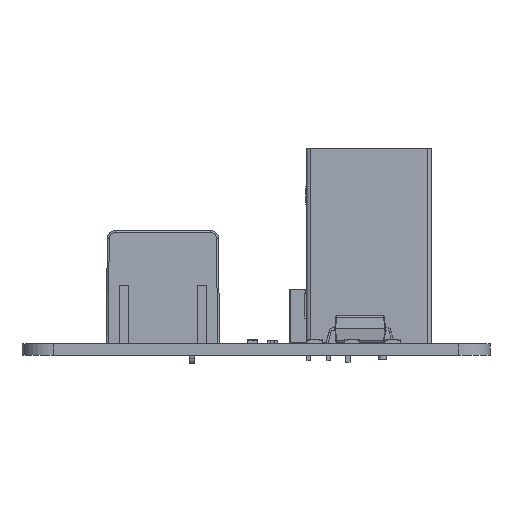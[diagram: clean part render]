
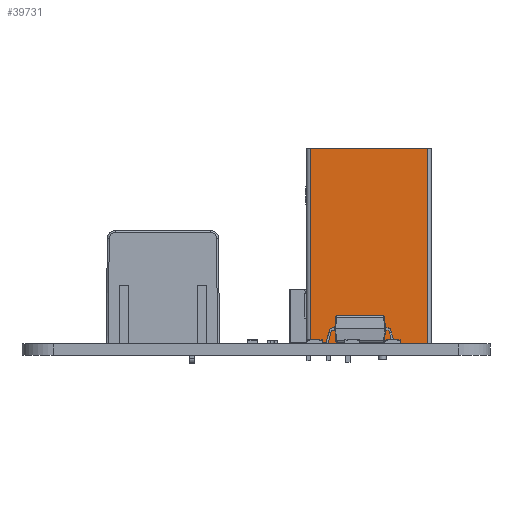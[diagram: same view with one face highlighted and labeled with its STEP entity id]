
A CAD part, front view. The second image highlights one B-rep face of the part: STEP entity #39731.
In plain terms, the highlighted planar face has unit normal (0, -1, 0).
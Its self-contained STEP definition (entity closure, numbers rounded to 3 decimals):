
#4522=FACE_OUTER_BOUND('',#6810,.T.);
#6810=EDGE_LOOP('',(#33003,#33004,#33005,#33006));
#10404=LINE('',#69961,#14258);
#10405=LINE('',#69964,#14259);
#10406=LINE('',#69966,#14260);
#10407=LINE('',#69967,#14261);
#14258=VECTOR('',#49599,10.);
#14259=VECTOR('',#49602,10.);
#14260=VECTOR('',#49603,10.);
#14261=VECTOR('',#49604,10.);
#17874=VERTEX_POINT('',#69957);
#17875=VERTEX_POINT('',#69959);
#17876=VERTEX_POINT('',#69963);
#17877=VERTEX_POINT('',#69965);
#22996=EDGE_CURVE('',#17874,#17875,#10404,.T.);
#22997=EDGE_CURVE('',#17876,#17874,#10405,.T.);
#22998=EDGE_CURVE('',#17877,#17875,#10406,.T.);
#22999=EDGE_CURVE('',#17876,#17877,#10407,.T.);
#33003=ORIENTED_EDGE('',*,*,#22997,.T.);
#33004=ORIENTED_EDGE('',*,*,#22996,.T.);
#33005=ORIENTED_EDGE('',*,*,#22998,.F.);
#33006=ORIENTED_EDGE('',*,*,#22999,.F.);
#36092=PLANE('',#42096);
#39731=ADVANCED_FACE('',(#4522),#36092,.T.);
#42096=AXIS2_PLACEMENT_3D('',#69962,#49600,#49601);
#49599=DIRECTION('',(0.,0.,1.));
#49600=DIRECTION('center_axis',(0.,-1.,0.));
#49601=DIRECTION('ref_axis',(1.,0.,0.));
#49602=DIRECTION('',(1.,0.,0.));
#49603=DIRECTION('',(1.,0.,0.));
#49604=DIRECTION('',(0.,0.,1.));
#69957=CARTESIAN_POINT('',(7.5,-11.875,0.));
#69959=CARTESIAN_POINT('',(7.5,-11.875,25.));
#69961=CARTESIAN_POINT('',(7.5,-11.875,0.));
#69962=CARTESIAN_POINT('Origin',(-7.5,-11.875,0.));
#69963=CARTESIAN_POINT('',(-7.5,-11.875,0.));
#69964=CARTESIAN_POINT('',(-7.5,-11.875,0.));
#69965=CARTESIAN_POINT('',(-7.5,-11.875,25.));
#69966=CARTESIAN_POINT('',(-7.5,-11.875,25.));
#69967=CARTESIAN_POINT('',(-7.5,-11.875,0.));
